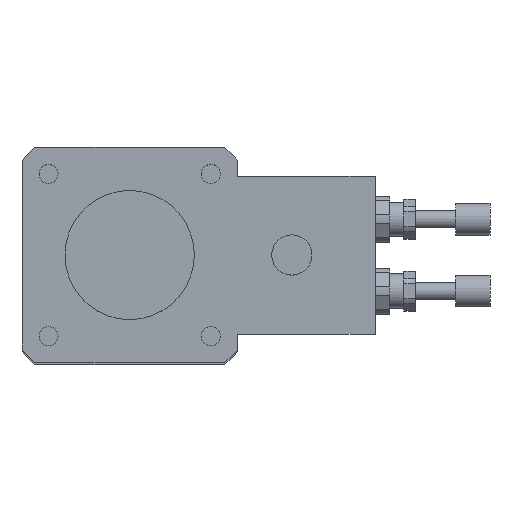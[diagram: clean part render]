
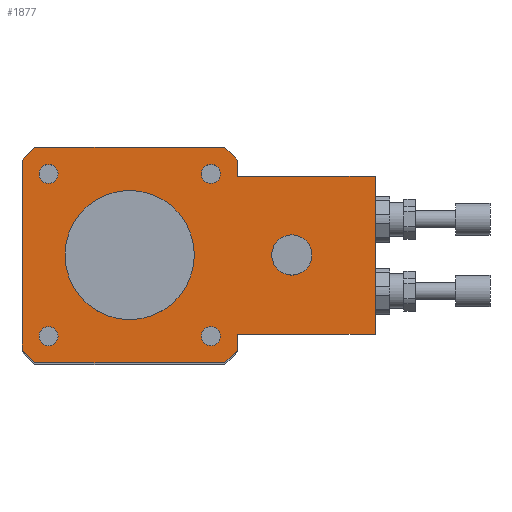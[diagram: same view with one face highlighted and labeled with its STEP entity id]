
A CAD part, top view. The second image highlights one B-rep face of the part: STEP entity #1877.
In plain terms, the highlighted planar face has unit normal (0, 0, 1).
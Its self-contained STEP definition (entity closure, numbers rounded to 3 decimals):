
#133=CARTESIAN_POINT('',(-28.25,24.927,346.));
#134=VERTEX_POINT('',#133);
#135=CARTESIAN_POINT('',(-28.25,28.25,346.));
#136=DIRECTION('',(0.0,0.0,-1.0));
#137=DIRECTION('',(0.0,-1.0,0.0));
#138=AXIS2_PLACEMENT_3D('',#135,#136,#137);
#139=CIRCLE('',#138,3.324);
#140=EDGE_CURVE('',#134,#134,#139,.T.);
#191=CARTESIAN_POINT('',(24.927,28.25,346.));
#192=VERTEX_POINT('',#191);
#193=CARTESIAN_POINT('',(28.25,28.25,346.));
#194=DIRECTION('',(0.0,0.0,-1.0));
#195=DIRECTION('',(-1.0,0.0,0.0));
#196=AXIS2_PLACEMENT_3D('',#193,#194,#195);
#197=CIRCLE('',#196,3.324);
#198=EDGE_CURVE('',#192,#192,#197,.T.);
#249=CARTESIAN_POINT('',(28.25,-24.927,346.));
#250=VERTEX_POINT('',#249);
#251=CARTESIAN_POINT('',(28.25,-28.25,346.));
#252=DIRECTION('',(0.0,0.0,-1.0));
#253=DIRECTION('',(0.0,1.0,0.0));
#254=AXIS2_PLACEMENT_3D('',#251,#252,#253);
#255=CIRCLE('',#254,3.324);
#256=EDGE_CURVE('',#250,#250,#255,.T.);
#307=CARTESIAN_POINT('',(-24.927,-28.25,346.));
#308=VERTEX_POINT('',#307);
#309=CARTESIAN_POINT('',(-28.25,-28.25,346.));
#310=DIRECTION('',(0.0,0.0,-1.0));
#311=DIRECTION('',(1.0,0.0,0.0));
#312=AXIS2_PLACEMENT_3D('',#309,#310,#311);
#313=CIRCLE('',#312,3.324);
#314=EDGE_CURVE('',#308,#308,#313,.T.);
#791=CARTESIAN_POINT('',(50.,0.0,346.));
#792=VERTEX_POINT('',#791);
#793=CARTESIAN_POINT('',(56.5,0.0,346.));
#794=DIRECTION('',(0.0,0.0,-1.0));
#795=DIRECTION('',(-1.0,0.0,0.0));
#796=AXIS2_PLACEMENT_3D('',#793,#794,#795);
#797=CIRCLE('',#796,6.5);
#798=EDGE_CURVE('',#792,#792,#797,.T.);
#1122=CARTESIAN_POINT('',(85.5,27.5,346.));
#1123=VERTEX_POINT('',#1122);
#1148=CARTESIAN_POINT('',(37.5,27.5,346.));
#1149=VERTEX_POINT('',#1148);
#1156=CARTESIAN_POINT('',(37.5,27.5,346.));
#1157=DIRECTION('',(1.0,0.0,0.0));
#1158=VECTOR('',#1157,48.);
#1159=LINE('',#1156,#1158);
#1160=EDGE_CURVE('',#1149,#1123,#1159,.T.);
#1204=CARTESIAN_POINT('',(85.5,-27.5,346.));
#1205=VERTEX_POINT('',#1204);
#1212=CARTESIAN_POINT('',(37.5,-27.5,346.));
#1213=VERTEX_POINT('',#1212);
#1214=CARTESIAN_POINT('',(37.5,-27.5,346.));
#1215=DIRECTION('',(1.0,0.0,0.0));
#1216=VECTOR('',#1215,48.);
#1217=LINE('',#1214,#1216);
#1218=EDGE_CURVE('',#1213,#1205,#1217,.T.);
#1261=CARTESIAN_POINT('',(85.5,-27.5,346.));
#1262=DIRECTION('',(0.0,1.0,0.0));
#1263=VECTOR('',#1262,55.0);
#1264=LINE('',#1261,#1263);
#1265=EDGE_CURVE('',#1205,#1123,#1264,.T.);
#1284=CARTESIAN_POINT('',(37.5,-33.072,346.));
#1285=VERTEX_POINT('',#1284);
#1286=CARTESIAN_POINT('',(37.5,-27.5,346.));
#1287=DIRECTION('',(0.0,-1.0,0.0));
#1288=VECTOR('',#1287,5.572);
#1289=LINE('',#1286,#1288);
#1290=EDGE_CURVE('',#1213,#1285,#1289,.T.);
#1323=CARTESIAN_POINT('',(37.5,33.072,346.));
#1324=VERTEX_POINT('',#1323);
#1331=CARTESIAN_POINT('',(37.5,33.072,346.));
#1332=DIRECTION('',(0.0,-1.0,0.0));
#1333=VECTOR('',#1332,5.572);
#1334=LINE('',#1331,#1333);
#1335=EDGE_CURVE('',#1324,#1149,#1334,.T.);
#1362=CARTESIAN_POINT('',(-22.5,0.0,346.));
#1363=VERTEX_POINT('',#1362);
#1364=CARTESIAN_POINT('',(0.0,0.0,346.));
#1365=DIRECTION('',(0.0,0.0,-1.0));
#1366=DIRECTION('',(-1.0,0.0,0.0));
#1367=AXIS2_PLACEMENT_3D('',#1364,#1365,#1366);
#1368=CIRCLE('',#1367,22.5);
#1369=EDGE_CURVE('',#1363,#1363,#1368,.T.);
#1677=CARTESIAN_POINT('',(33.072,37.5,346.));
#1678=VERTEX_POINT('',#1677);
#1679=CARTESIAN_POINT('',(0.,0.,346.0));
#1680=DIRECTION('',(0.,0.,-1.0));
#1681=DIRECTION('',(-0.75,-0.661,0.));
#1682=AXIS2_PLACEMENT_3D('',#1679,#1680,#1681);
#1683=CIRCLE('',#1682,50.0);
#1684=EDGE_CURVE('',#1678,#1324,#1683,.T.);
#1702=CARTESIAN_POINT('',(33.072,-37.5,346.));
#1703=VERTEX_POINT('',#1702);
#1704=CARTESIAN_POINT('',(0.,0.,346.0));
#1705=DIRECTION('',(0.,0.,-1.));
#1706=DIRECTION('',(-0.661,0.75,0.));
#1707=AXIS2_PLACEMENT_3D('',#1704,#1705,#1706);
#1708=CIRCLE('',#1707,50.);
#1709=EDGE_CURVE('',#1285,#1703,#1708,.T.);
#1727=CARTESIAN_POINT('',(-33.072,-37.5,346.));
#1728=VERTEX_POINT('',#1727);
#1729=CARTESIAN_POINT('',(33.072,-37.5,346.));
#1730=DIRECTION('',(-1.0,0.0,0.0));
#1731=VECTOR('',#1730,66.144);
#1732=LINE('',#1729,#1731);
#1733=EDGE_CURVE('',#1703,#1728,#1732,.T.);
#1754=CARTESIAN_POINT('',(-37.5,-33.072,346.));
#1755=VERTEX_POINT('',#1754);
#1756=CARTESIAN_POINT('',(0.,0.,346.0));
#1757=DIRECTION('',(0.,0.,-1.0));
#1758=DIRECTION('',(0.75,0.661,0.));
#1759=AXIS2_PLACEMENT_3D('',#1756,#1757,#1758);
#1760=CIRCLE('',#1759,50.);
#1761=EDGE_CURVE('',#1728,#1755,#1760,.T.);
#1779=CARTESIAN_POINT('',(-37.5,33.072,346.));
#1780=VERTEX_POINT('',#1779);
#1781=CARTESIAN_POINT('',(-37.5,-33.072,346.));
#1782=DIRECTION('',(0.0,1.0,0.0));
#1783=VECTOR('',#1782,66.144);
#1784=LINE('',#1781,#1783);
#1785=EDGE_CURVE('',#1755,#1780,#1784,.T.);
#1803=CARTESIAN_POINT('',(-33.072,37.5,346.));
#1804=VERTEX_POINT('',#1803);
#1805=CARTESIAN_POINT('',(0.,0.,346.0));
#1806=DIRECTION('',(0.,0.,-1.));
#1807=DIRECTION('',(0.661,-0.75,0.));
#1808=AXIS2_PLACEMENT_3D('',#1805,#1806,#1807);
#1809=CIRCLE('',#1808,50.0);
#1810=EDGE_CURVE('',#1780,#1804,#1809,.T.);
#1828=CARTESIAN_POINT('',(-33.072,37.5,346.));
#1829=DIRECTION('',(1.0,0.0,0.0));
#1830=VECTOR('',#1829,66.144);
#1831=LINE('',#1828,#1830);
#1832=EDGE_CURVE('',#1804,#1678,#1831,.T.);
#1840=CARTESIAN_POINT('',(0.,0.,346.));
#1841=DIRECTION('',(0.0,0.0,1.0));
#1842=DIRECTION('',(1.0,0.0,0.0));
#1843=AXIS2_PLACEMENT_3D('',#1840,#1841,#1842);
#1844=PLANE('',#1843);
#1845=ORIENTED_EDGE('',*,*,#1684,.F.);
#1846=ORIENTED_EDGE('',*,*,#1832,.F.);
#1847=ORIENTED_EDGE('',*,*,#1810,.F.);
#1848=ORIENTED_EDGE('',*,*,#1785,.F.);
#1849=ORIENTED_EDGE('',*,*,#1761,.F.);
#1850=ORIENTED_EDGE('',*,*,#1733,.F.);
#1851=ORIENTED_EDGE('',*,*,#1709,.F.);
#1852=ORIENTED_EDGE('',*,*,#1290,.F.);
#1853=ORIENTED_EDGE('',*,*,#1218,.T.);
#1854=ORIENTED_EDGE('',*,*,#1265,.T.);
#1855=ORIENTED_EDGE('',*,*,#1160,.F.);
#1856=ORIENTED_EDGE('',*,*,#1335,.F.);
#1857=EDGE_LOOP('',(#1845,#1846,#1847,#1848,#1849,#1850,#1851,#1852,#1853,#1854,#1855,#1856));
#1858=FACE_OUTER_BOUND('',#1857,.T.);
#1859=ORIENTED_EDGE('',*,*,#140,.T.);
#1860=EDGE_LOOP('',(#1859));
#1861=FACE_BOUND('',#1860,.T.);
#1862=ORIENTED_EDGE('',*,*,#198,.T.);
#1863=EDGE_LOOP('',(#1862));
#1864=FACE_BOUND('',#1863,.T.);
#1865=ORIENTED_EDGE('',*,*,#256,.T.);
#1866=EDGE_LOOP('',(#1865));
#1867=FACE_BOUND('',#1866,.T.);
#1868=ORIENTED_EDGE('',*,*,#314,.T.);
#1869=EDGE_LOOP('',(#1868));
#1870=FACE_BOUND('',#1869,.T.);
#1871=ORIENTED_EDGE('',*,*,#798,.T.);
#1872=EDGE_LOOP('',(#1871));
#1873=FACE_BOUND('',#1872,.T.);
#1874=ORIENTED_EDGE('',*,*,#1369,.T.);
#1875=EDGE_LOOP('',(#1874));
#1876=FACE_BOUND('',#1875,.T.);
#1877=ADVANCED_FACE('',(#1858,#1861,#1864,#1867,#1870,#1873,#1876),#1844,.T.);
